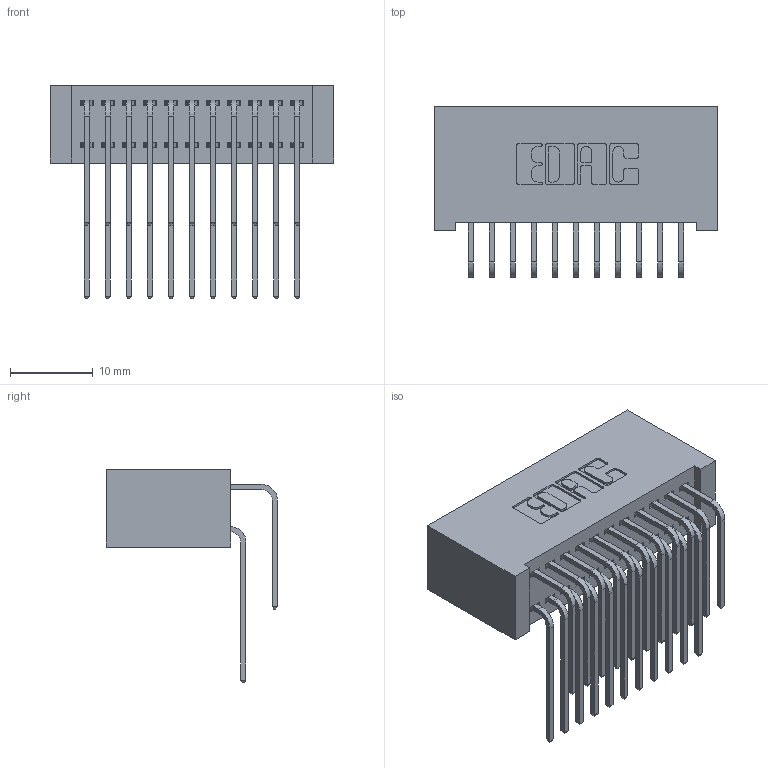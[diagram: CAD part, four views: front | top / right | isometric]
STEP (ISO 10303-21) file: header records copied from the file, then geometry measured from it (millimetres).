
FILE_DESCRIPTION (( 'STEP AP203' ), '1' );
FILE_NAME ('392-022-559-201.STEP', '2018-08-15T13:12:11', ( '' ), ( '' ), 'SwSTEP 2.0', 'SolidWorks 2016', '' );
FILE_SCHEMA (( 'CONFIG_CONTROL_DESIGN' ));
Length unit declared in the file: inch
Products named in the file (4): 342 Part_Lugless; 345-292-001_558 559 Tail - 1; 345-292-001_559 Tail - 2; 392-022-559-201
Assembly tree (23 placements, depth 2):
  392-022-559-201
    342 Part_Lugless
    345-292-001_558 559 Tail - 1  x11
    345-292-001_559 Tail - 2  x11
Bounding box: 34.19 x 20.64 x 25.78 mm (x, y, z)
Volume: 3491.5 mm3; surface area: 5939.8 mm2
Topology: 23 solids, 23 shells, 1290 faces, 3817 edges, 2514 vertices
Faces by surface type: plane 898, cylinder 392
Entity records: 12461 total; most frequent: CARTESIAN_POINT 2149, ORIENTED_EDGE 2034, DIRECTION 1865, EDGE_CURVE 1017, VECTOR 857, LINE 857, VERTEX_POINT 674, AXIS2_PLACEMENT_3D 504
